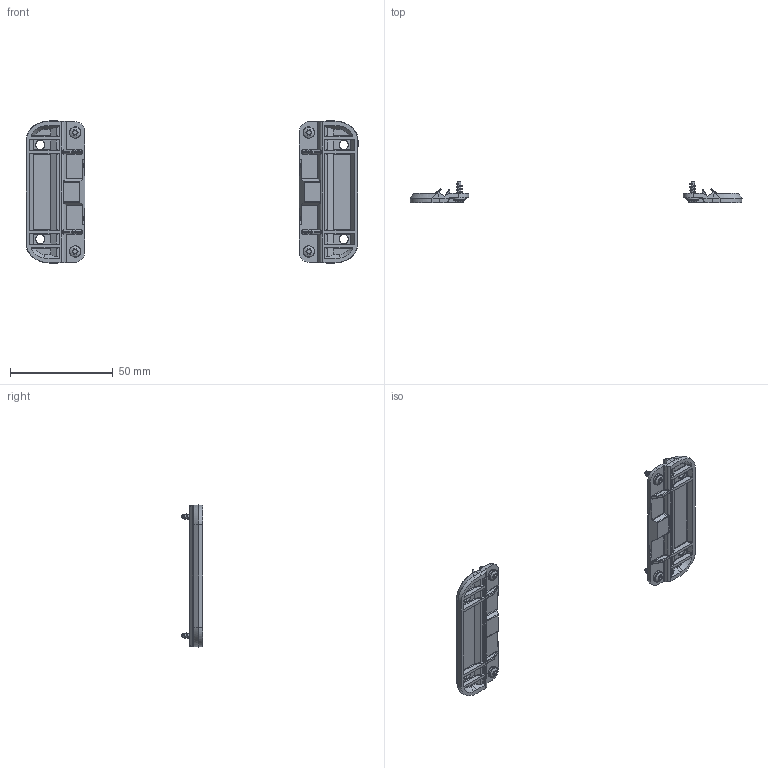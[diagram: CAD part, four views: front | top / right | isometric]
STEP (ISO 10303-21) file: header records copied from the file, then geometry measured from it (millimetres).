
FILE_DESCRIPTION(/* description */ (''),/* implementation_level */ '2;1');
FILE_NAME(/* name */ '2804737_3D.stp',/* time_stamp */ '2024-02-07T15:01:55+01:00',/* author */ ('haertel'),/* organization */ (''),/* preprocessor_version */ 'ST-DEVELOPER v18.1',/* originating_system */ 'Autodesk Inventor 2022',/* authorisation */ '');
FILE_SCHEMA (('AUTOMOTIVE_DESIGN { 1 0 10303 214 3 1 1 }'));
Length unit declared in the file: millimetre
Products named in the file (3): 2804737_3D; Basis-Variante-5-4-WL_3D; SHR Z KT30X8 WN 1452 MG
Assembly tree (6 placements, depth 2):
  2804737_3D
    Basis-Variante-5-4-WL_3D  x2
    SHR Z KT30X8 WN 1452 MG  x4
Bounding box: 161.95 x 10.5 x 69.32 mm (x, y, z)
Volume: 10524.2 mm3; surface area: 11683.2 mm2
Topology: 6 solids, 6 shells, 814 faces, 1956 edges, 1156 vertices
Faces by surface type: cylinder 342, plane 232, bspline 136, sphere 68, torus 20, cone 16
Full cylindrical faces by diameter (mm): 1.66 x8, 3 x8, 3.5 x4, 4.5 x4, 5.6 x4
Entity records: 12809 total; most frequent: CARTESIAN_POINT 4392, DIRECTION 1755, ORIENTED_EDGE 1724, EDGE_CURVE 862, AXIS2_PLACEMENT_3D 680, VERTEX_POINT 506, LINE 395, VECTOR 395
